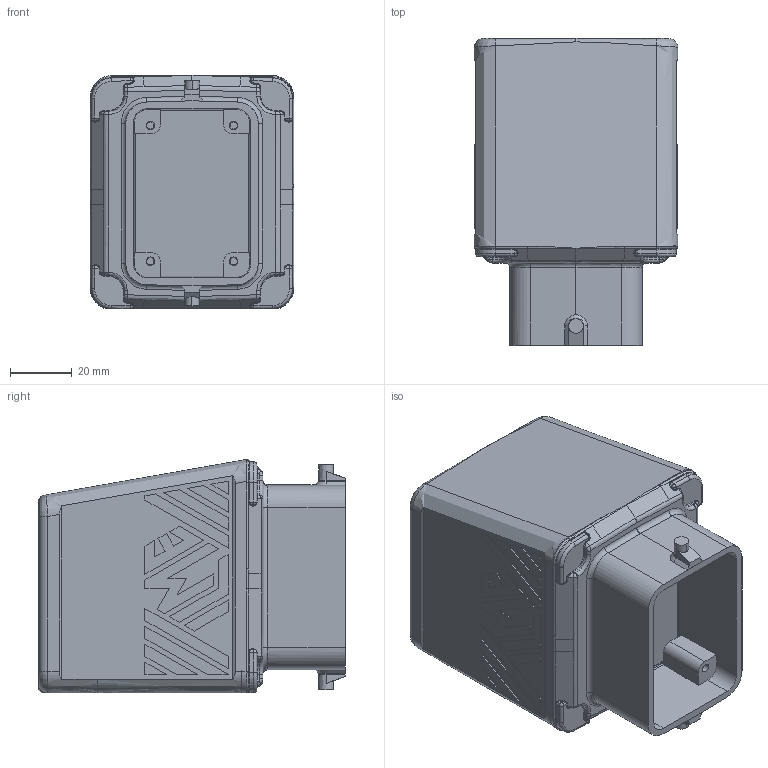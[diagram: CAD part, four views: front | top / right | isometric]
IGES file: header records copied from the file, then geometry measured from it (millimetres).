
Start section: Elysium IGES Interface
Global section: file name: 62HCBC 06 L.igs; native system: SolidDesigner 16.00A  16-Aug-2008; preprocessor: CoCreate IGES_3D V2.2; author: Unknown; organization: Unknown; date: 20110518.112604; units: millimetre
Bounding box: 66.01 x 99.49 x 75.76 mm (x, y, z)
Volume: 345566 mm3; surface area: 38593 mm2
Topology: 1 solids, 1 shells, 546 faces, 1348 edges, 828 vertices
Faces by surface type: bspline 546
